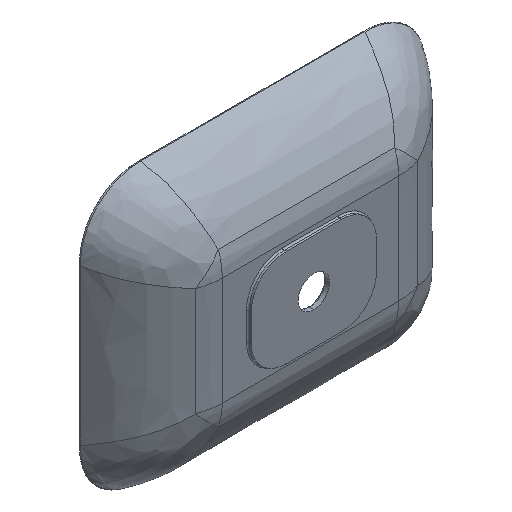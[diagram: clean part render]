
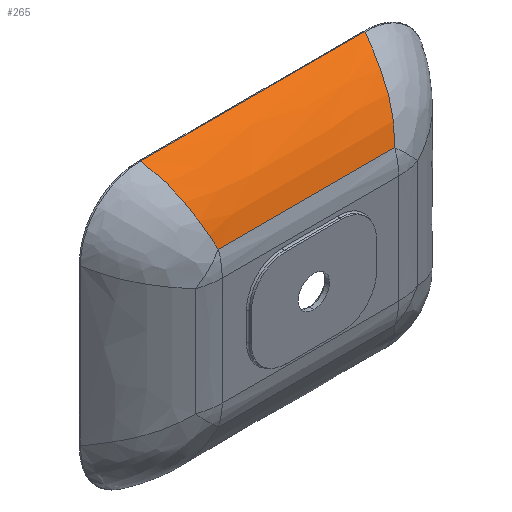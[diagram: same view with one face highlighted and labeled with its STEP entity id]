
A CAD part, isometric view. The second image highlights one B-rep face of the part: STEP entity #265.
In plain terms, the highlighted free-form (B-spline) face has degree [3, 3] with [4, 5] control points.
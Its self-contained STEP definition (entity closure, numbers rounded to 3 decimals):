
#64 = CARTESIAN_POINT ( 'NONE',  ( 143.552, -52.786, 158.277 ) ) ;
#107 = CARTESIAN_POINT ( 'NONE',  ( -155.337, -19.367, 188.625 ) ) ;
#196 = CARTESIAN_POINT ( 'NONE',  ( -130.211, -75.988, 119.983 ) ) ;
#249 = CARTESIAN_POINT ( 'NONE',  ( -46.5, -85., 90.5 ) ) ;
#265 = ADVANCED_FACE ( 'NONE', ( #5605 ), #5001, .T. ) ;
#267 = CARTESIAN_POINT ( 'NONE',  ( 206.199, -60.452, 157.199 ) ) ;
#346 = B_SPLINE_CURVE_WITH_KNOTS ( 'NONE', 3,
 ( #990, #3223, #1011, #1463, #2354, #107, #1479, #2371, #5503, #2889, #5132, #5558, #1956, #4225, #4657, #2387, #4690, #2433, #2406, #4643, #2007, #196, #3756, #3332 ),
 .UNSPECIFIED., .F., .F.,
 ( 4, 2, 2, 2, 2, 2, 2, 2, 2, 2, 2, 4 ),
 ( 0.003, 0.011, 0.018, 0.034, 0.05, 0.066, 0.074, 0.077, 0.081, 0.097, 0.113, 0.129 ),
 .UNSPECIFIED. ) ;
#552 = CARTESIAN_POINT ( 'NONE',  ( 151.221, -31.409, 179.568 ) ) ;
#682 = CARTESIAN_POINT ( 'NONE',  ( -53.734, -2.238, 199.249 ) ) ;
#749 = CARTESIAN_POINT ( 'NONE',  ( -126.892, -79.445, 110.757 ) ) ;
#880 = EDGE_CURVE ( 'NONE', #4067, #4174, #3662, .T. ) ;
#990 = CARTESIAN_POINT ( 'NONE',  ( -161.202, -2.238, 199.249 ) ) ;
#993 = CARTESIAN_POINT ( 'NONE',  ( -126.892, -79.445, 110.757 ) ) ;
#1011 = CARTESIAN_POINT ( 'NONE',  ( -159.713, -6.601, 196.739 ) ) ;
#1049 = CARTESIAN_POINT ( 'NONE',  ( 130.211, -75.988, 119.983 ) ) ;
#1171 = CARTESIAN_POINT ( 'NONE',  ( 163.173, -80.192, 114.173 ) ) ;
#1329 = CARTESIAN_POINT ( 'NONE',  ( 126.892, -79.445, 110.757 ) ) ;
#1423 = CARTESIAN_POINT ( 'NONE',  ( 158.238, -10.906, 194.122 ) ) ;
#1446 = CARTESIAN_POINT ( 'NONE',  ( 142.554, -55.159, 155.306 ) ) ;
#1463 = CARTESIAN_POINT ( 'NONE',  ( -158.238, -10.906, 194.122 ) ) ;
#1479 = CARTESIAN_POINT ( 'NONE',  ( -153.933, -23.47, 185.716 ) ) ;
#1498 = CARTESIAN_POINT ( 'NONE',  ( 147.361, -42.608, 169.49 ) ) ;
#1685 = B_SPLINE_CURVE_WITH_KNOTS ( 'NONE', 3,
 ( #993, #4590, #3701, #5032 ),
 .UNSPECIFIED., .F., .F.,
 ( 4, 4 ),
 ( 0., 0.254 ),
 .UNSPECIFIED. ) ;
#1699 = ORIENTED_EDGE ( 'NONE', *, *, #880, .T. ) ;
#1904 = CARTESIAN_POINT ( 'NONE',  ( 134.962, -69.618, 133.327 ) ) ;
#1939 = CARTESIAN_POINT ( 'NONE',  ( 137.973, -64.637, 141.919 ) ) ;
#1956 = CARTESIAN_POINT ( 'NONE',  ( -143.552, -52.786, 158.277 ) ) ;
#2007 = CARTESIAN_POINT ( 'NONE',  ( -133.407, -71.885, 128.939 ) ) ;
#2020 = CARTESIAN_POINT ( 'NONE',  ( 249.5, 0., 200.5 ) ) ;
#2097 = CARTESIAN_POINT ( 'NONE',  ( 54.391, -80.192, 114.173 ) ) ;
#2209 = ORIENTED_EDGE ( 'NONE', *, *, #4977, .T. ) ;
#2311 = CARTESIAN_POINT ( 'NONE',  ( 161.202, -2.238, 199.249 ) ) ;
#2354 = CARTESIAN_POINT ( 'NONE',  ( -157.506, -13.04, 192.777 ) ) ;
#2371 = CARTESIAN_POINT ( 'NONE',  ( -151.221, -31.409, 179.568 ) ) ;
#2387 = CARTESIAN_POINT ( 'NONE',  ( -141.53, -57.474, 152.28 ) ) ;
#2406 = CARTESIAN_POINT ( 'NONE',  ( -137.973, -64.637, 141.919 ) ) ;
#2409 = CARTESIAN_POINT ( 'NONE',  ( 161.202, -2.238, 199.249 ) ) ;
#2419 = CARTESIAN_POINT ( 'NONE',  ( 53.734, -2.238, 199.249 ) ) ;
#2433 = CARTESIAN_POINT ( 'NONE',  ( -139.43, -61.922, 146.124 ) ) ;
#2502 = EDGE_LOOP ( 'NONE', ( #5545, #1699, #2209, #3556 ) ) ;
#2611 = VERTEX_POINT ( 'NONE', #3299 ) ;
#2784 = CARTESIAN_POINT ( 'NONE',  ( 157.506, -13.04, 192.777 ) ) ;
#2805 = CARTESIAN_POINT ( 'NONE',  ( 128.57, -77.824, 115.416 ) ) ;
#2889 = CARTESIAN_POINT ( 'NONE',  ( -147.361, -42.608, 169.49 ) ) ;
#2939 = CARTESIAN_POINT ( 'NONE',  ( -249.5, 0., 200.5 ) ) ;
#3223 = CARTESIAN_POINT ( 'NONE',  ( -160.456, -4.429, 198.01 ) ) ;
#3245 = CARTESIAN_POINT ( 'NONE',  ( 146.114, -46.135, 165.89 ) ) ;
#3299 = CARTESIAN_POINT ( 'NONE',  ( 126.892, -79.445, 110.757 ) ) ;
#3332 = CARTESIAN_POINT ( 'NONE',  ( -126.892, -79.445, 110.757 ) ) ;
#3358 = CARTESIAN_POINT ( 'NONE',  ( 236.506, -23.526, 187.506 ) ) ;
#3402 = CARTESIAN_POINT ( 'NONE',  ( -68.733, -60.452, 157.199 ) ) ;
#3447 = CARTESIAN_POINT ( 'NONE',  ( -139.5, -85., 90.5 ) ) ;
#3556 = ORIENTED_EDGE ( 'NONE', *, *, #4012, .T. ) ;
#3633 = CARTESIAN_POINT ( 'NONE',  ( 139.43, -61.922, 146.124 ) ) ;
#3662 = B_SPLINE_CURVE_WITH_KNOTS ( 'NONE', 3,
 ( #3757, #2419, #682, #3796 ),
 .UNSPECIFIED., .F., .F.,
 ( 4, 4 ),
 ( 0., 0.322 ),
 .UNSPECIFIED. ) ;
#3675 = CARTESIAN_POINT ( 'NONE',  ( 155.337, -19.367, 188.625 ) ) ;
#3694 = CARTESIAN_POINT ( 'NONE',  ( 142.216, -55.939, 154.304 ) ) ;
#3701 = CARTESIAN_POINT ( 'NONE',  ( 42.297, -79.445, 110.757 ) ) ;
#3756 = CARTESIAN_POINT ( 'NONE',  ( -128.57, -77.824, 115.416 ) ) ;
#3757 = CARTESIAN_POINT ( 'NONE',  ( 161.202, -2.238, 199.249 ) ) ;
#3785 = CARTESIAN_POINT ( 'NONE',  ( -206.199, -60.452, 157.199 ) ) ;
#3796 = CARTESIAN_POINT ( 'NONE',  ( -161.202, -2.238, 199.249 ) ) ;
#4012 = EDGE_CURVE ( 'NONE', #5763, #2611, #1685, .T. ) ;
#4067 = VERTEX_POINT ( 'NONE', #2409 ) ;
#4085 = CARTESIAN_POINT ( 'NONE',  ( 149.915, -35.245, 176.329 ) ) ;
#4140 = CARTESIAN_POINT ( 'NONE',  ( 144.199, -51.157, 160.215 ) ) ;
#4158 = CARTESIAN_POINT ( 'NONE',  ( 133.407, -71.885, 128.939 ) ) ;
#4174 = VERTEX_POINT ( 'NONE', #4212 ) ;
#4212 = CARTESIAN_POINT ( 'NONE',  ( -161.202, -2.238, 199.249 ) ) ;
#4225 = CARTESIAN_POINT ( 'NONE',  ( -142.554, -55.159, 155.306 ) ) ;
#4254 = CARTESIAN_POINT ( 'NONE',  ( -163.173, -80.192, 114.173 ) ) ;
#4540 = CARTESIAN_POINT ( 'NONE',  ( 160.456, -4.429, 198.01 ) ) ;
#4584 = CARTESIAN_POINT ( 'NONE',  ( 153.933, -23.47, 185.716 ) ) ;
#4590 = CARTESIAN_POINT ( 'NONE',  ( -42.297, -79.445, 110.757 ) ) ;
#4625 = CARTESIAN_POINT ( 'NONE',  ( 141.182, -58.229, 151.258 ) ) ;
#4643 = CARTESIAN_POINT ( 'NONE',  ( -134.962, -69.618, 133.327 ) ) ;
#4657 = CARTESIAN_POINT ( 'NONE',  ( -142.216, -55.939, 154.304 ) ) ;
#4690 = CARTESIAN_POINT ( 'NONE',  ( -141.182, -58.229, 151.258 ) ) ;
#4698 = CARTESIAN_POINT ( 'NONE',  ( 46.5, -85., 90.5 ) ) ;
#4757 = CARTESIAN_POINT ( 'NONE',  ( 68.733, -60.452, 157.199 ) ) ;
#4778 = CARTESIAN_POINT ( 'NONE',  ( 83.167, 0., 200.5 ) ) ;
#4877 = EDGE_CURVE ( 'NONE', #2611, #4067, #5720, .T. ) ;
#4977 = EDGE_CURVE ( 'NONE', #4174, #5763, #346, .T. ) ;
#4986 = CARTESIAN_POINT ( 'NONE',  ( 141.53, -57.474, 152.28 ) ) ;
#5001 = B_SPLINE_SURFACE_WITH_KNOTS ( 'NONE', 3, 3, ( 
 ( #2020, #3358, #267, #1171, #5644 ),
 ( #4778, #5203, #4757, #2097, #4698 ),
 ( #5626, #5140, #3402, #5603, #249 ),
 ( #2939, #5219, #3785, #4254, #3447 ) ),
 .UNSPECIFIED., .F., .F., .F.,
 ( 4, 4 ),
 ( 4, 1, 4 ),
 ( 0., 1. ),
 ( 0., 0.48, 1. ),
 .UNSPECIFIED. ) ;
#5032 = CARTESIAN_POINT ( 'NONE',  ( 126.892, -79.445, 110.757 ) ) ;
#5132 = CARTESIAN_POINT ( 'NONE',  ( -146.114, -46.135, 165.89 ) ) ;
#5140 = CARTESIAN_POINT ( 'NONE',  ( -78.835, -23.526, 187.506 ) ) ;
#5203 = CARTESIAN_POINT ( 'NONE',  ( 78.835, -23.526, 187.506 ) ) ;
#5219 = CARTESIAN_POINT ( 'NONE',  ( -236.506, -23.526, 187.506 ) ) ;
#5462 = CARTESIAN_POINT ( 'NONE',  ( 159.713, -6.601, 196.739 ) ) ;
#5503 = CARTESIAN_POINT ( 'NONE',  ( -149.915, -35.245, 176.329 ) ) ;
#5545 = ORIENTED_EDGE ( 'NONE', *, *, #4877, .T. ) ;
#5558 = CARTESIAN_POINT ( 'NONE',  ( -144.199, -51.157, 160.215 ) ) ;
#5603 = CARTESIAN_POINT ( 'NONE',  ( -54.391, -80.192, 114.173 ) ) ;
#5605 = FACE_OUTER_BOUND ( 'NONE', #2502, .T. ) ;
#5626 = CARTESIAN_POINT ( 'NONE',  ( -83.167, 0., 200.5 ) ) ;
#5644 = CARTESIAN_POINT ( 'NONE',  ( 139.5, -85., 90.5 ) ) ;
#5720 = B_SPLINE_CURVE_WITH_KNOTS ( 'NONE', 3,
 ( #1329, #2805, #1049, #4158, #1904, #1939, #3633, #4625, #4986, #3694, #1446, #64, #4140, #3245, #1498, #4085, #552, #4584, #3675, #2784, #1423, #5462, #4540, #2311 ),
 .UNSPECIFIED., .F., .F.,
 ( 4, 2, 2, 2, 2, 2, 2, 2, 2, 2, 2, 4 ),
 ( 0.022, 0.038, 0.054, 0.07, 0.074, 0.078, 0.085, 0.101, 0.117, 0.133, 0.141, 0.149 ),
 .UNSPECIFIED. ) ;
#5763 = VERTEX_POINT ( 'NONE', #749 ) ;
